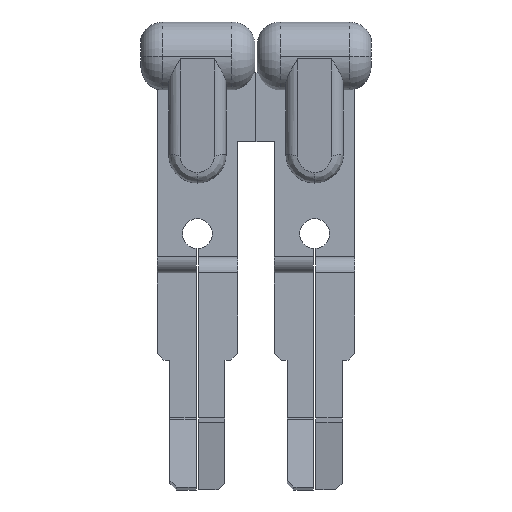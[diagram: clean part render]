
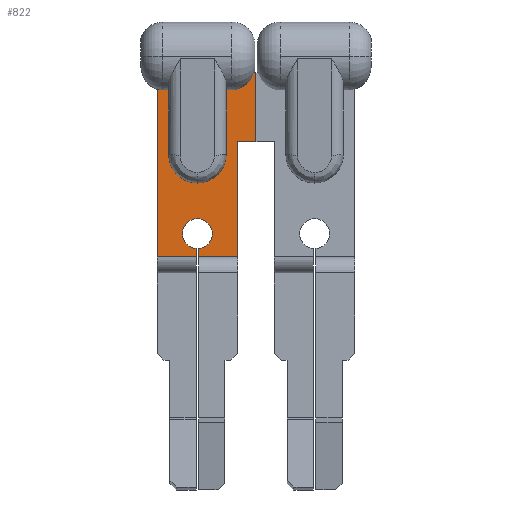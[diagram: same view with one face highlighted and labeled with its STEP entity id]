
A CAD part, top view. The second image highlights one B-rep face of the part: STEP entity #822.
In plain terms, the highlighted face is planar.
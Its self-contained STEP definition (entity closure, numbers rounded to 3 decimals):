
#8 = VERTEX_POINT ( 'NONE', #2233 ) ;
#19 = EDGE_CURVE ( 'NONE', #2165, #944, #846, .T. ) ;
#90 = CARTESIAN_POINT ( 'NONE',  ( -1.75, -1.01, -0.7 ) ) ;
#126 = CARTESIAN_POINT ( 'NONE',  ( -0.65, 4.116, -0.7 ) ) ;
#129 = ORIENTED_EDGE ( 'NONE', *, *, #1555, .T. ) ;
#141 = EDGE_CURVE ( 'NONE', #2571, #940, #2545, .T. ) ;
#145 = ORIENTED_EDGE ( 'NONE', *, *, #1019, .F. ) ;
#154 = EDGE_CURVE ( 'NONE', #1910, #2571, #2493, .T. ) ;
#158 = ORIENTED_EDGE ( 'NONE', *, *, #141, .T. ) ;
#179 = CARTESIAN_POINT ( 'NONE',  ( -2.548, 3.99, -0.7 ) ) ;
#183 = ORIENTED_EDGE ( 'NONE', *, *, #1902, .T. ) ;
#247 = ORIENTED_EDGE ( 'NONE', *, *, #19, .T. ) ;
#272 = CARTESIAN_POINT ( 'NONE',  ( 0.65, 4.116, -0.7 ) ) ;
#283 = VERTEX_POINT ( 'NONE', #272 ) ;
#305 = CARTESIAN_POINT ( 'NONE',  ( -0.65, 0., -0.7 ) ) ;
#312 = AXIS2_PLACEMENT_3D ( 'NONE', #882, #913, #1575 ) ;
#392 = VERTEX_POINT ( 'NONE', #528 ) ;
#400 = EDGE_CURVE ( 'NONE', #944, #1493, #1938, .T. ) ;
#508 = AXIS2_PLACEMENT_3D ( 'NONE', #1942, #1918, #1336 ) ;
#528 = CARTESIAN_POINT ( 'NONE',  ( -0.05, -0.648, -0.7 ) ) ;
#588 = DIRECTION ( 'NONE',  ( 0., 1., 0. ) ) ;
#596 = ORIENTED_EDGE ( 'NONE', *, *, #2082, .F. ) ;
#614 = CARTESIAN_POINT ( 'NONE',  ( 1.75, 6.99, -0.7 ) ) ;
#666 = EDGE_CURVE ( 'NONE', #2550, #392, #1314, .T. ) ;
#770 = AXIS2_PLACEMENT_3D ( 'NONE', #1516, #1530, #1608 ) ;
#815 = ORIENTED_EDGE ( 'NONE', *, *, #1527, .T. ) ;
#822 = ADVANCED_FACE ( 'NONE', ( #1295, #1313 ), #1581, .F. ) ;
#832 = ORIENTED_EDGE ( 'NONE', *, *, #1744, .T. ) ;
#846 = LINE ( 'NONE', #1069, #2771 ) ;
#855 = ORIENTED_EDGE ( 'NONE', *, *, #154, .T. ) ;
#868 = ORIENTED_EDGE ( 'NONE', *, *, #1802, .F. ) ;
#882 = CARTESIAN_POINT ( 'NONE',  ( 0., 0., -0.7 ) ) ;
#895 = VECTOR ( 'NONE', #2228, 1000. ) ;
#913 = DIRECTION ( 'NONE',  ( 0., 0., 1. ) ) ;
#919 = LINE ( 'NONE', #2315, #895 ) ;
#934 = VECTOR ( 'NONE', #2278, 1000. ) ;
#940 = VERTEX_POINT ( 'NONE', #1022 ) ;
#944 = VERTEX_POINT ( 'NONE', #2478 ) ;
#948 = EDGE_LOOP ( 'NONE', ( #815, #832 ) ) ;
#959 = DIRECTION ( 'NONE',  ( 1., 0., 0. ) ) ;
#966 = LINE ( 'NONE', #90, #934 ) ;
#973 = EDGE_CURVE ( 'NONE', #1267, #8, #966, .T. ) ;
#1019 = EDGE_CURVE ( 'NONE', #1910, #1267, #919, .T. ) ;
#1022 = CARTESIAN_POINT ( 'NONE',  ( -2.548, 6.99, -0.7 ) ) ;
#1032 = CARTESIAN_POINT ( 'NONE',  ( -2.548, 6.99, -0.7 ) ) ;
#1069 = CARTESIAN_POINT ( 'NONE',  ( 0.05, 0., -0.7 ) ) ;
#1082 = CARTESIAN_POINT ( 'NONE',  ( 1.75, -1.01, -0.7 ) ) ;
#1228 = ORIENTED_EDGE ( 'NONE', *, *, #1464, .F. ) ;
#1267 = VERTEX_POINT ( 'NONE', #1449 ) ;
#1295 = FACE_BOUND ( 'NONE', #948, .T. ) ;
#1313 = FACE_OUTER_BOUND ( 'NONE', #1689, .T. ) ;
#1314 = CIRCLE ( 'NONE', #1525, 0.65 ) ;
#1336 = DIRECTION ( 'NONE',  ( 1., 0., 0. ) ) ;
#1424 = DIRECTION ( 'NONE',  ( -1., 0., 0. ) ) ;
#1429 = AXIS2_PLACEMENT_3D ( 'NONE', #1601, #1476, #1529 ) ;
#1449 = CARTESIAN_POINT ( 'NONE',  ( -1.75, -1.01, -0.7 ) ) ;
#1464 = EDGE_CURVE ( 'NONE', #2165, #1613, #2526, .T. ) ;
#1476 = DIRECTION ( 'NONE',  ( 0., 0., 1. ) ) ;
#1493 = VERTEX_POINT ( 'NONE', #2362 ) ;
#1504 = ORIENTED_EDGE ( 'NONE', *, *, #973, .F. ) ;
#1516 = CARTESIAN_POINT ( 'NONE',  ( 0., 4.116, -0.7 ) ) ;
#1520 = VECTOR ( 'NONE', #2019, 1000. ) ;
#1523 = LINE ( 'NONE', #1082, #1520 ) ;
#1525 = AXIS2_PLACEMENT_3D ( 'NONE', #1979, #1986, #1814 ) ;
#1527 = EDGE_CURVE ( 'NONE', #283, #2552, #2433, .T. ) ;
#1529 = DIRECTION ( 'NONE',  ( 1., 0., 0. ) ) ;
#1530 = DIRECTION ( 'NONE',  ( 0., 0., 1. ) ) ;
#1555 = EDGE_CURVE ( 'NONE', #392, #8, #2469, .T. ) ;
#1575 = DIRECTION ( 'NONE',  ( 1., 0., 0. ) ) ;
#1581 = PLANE ( 'NONE',  #1429 ) ;
#1601 = CARTESIAN_POINT ( 'NONE',  ( 0., 0., -0.7 ) ) ;
#1608 = DIRECTION ( 'NONE',  ( 1., 0., 0. ) ) ;
#1613 = VERTEX_POINT ( 'NONE', #1762 ) ;
#1671 = ORIENTED_EDGE ( 'NONE', *, *, #400, .T. ) ;
#1689 = EDGE_LOOP ( 'NONE', ( #129, #1504, #145, #855, #158, #868, #596, #1228, #247, #1671, #183, #2617 ) ) ;
#1715 = DIRECTION ( 'NONE',  ( 0., -1., 0. ) ) ;
#1744 = EDGE_CURVE ( 'NONE', #2552, #283, #2231, .T. ) ;
#1750 = CARTESIAN_POINT ( 'NONE',  ( -0.05, 0., -0.7 ) ) ;
#1762 = CARTESIAN_POINT ( 'NONE',  ( 1.75, -1.01, -0.7 ) ) ;
#1802 = EDGE_CURVE ( 'NONE', #2671, #940, #2157, .T. ) ;
#1814 = DIRECTION ( 'NONE',  ( 1., 0., 0. ) ) ;
#1832 = DIRECTION ( 'NONE',  ( -1., 0., 0. ) ) ;
#1902 = EDGE_CURVE ( 'NONE', #1493, #2550, #1981, .T. ) ;
#1910 = VERTEX_POINT ( 'NONE', #2701 ) ;
#1918 = DIRECTION ( 'NONE',  ( 0., 0., 1. ) ) ;
#1938 = CIRCLE ( 'NONE', #312, 0.65 ) ;
#1942 = CARTESIAN_POINT ( 'NONE',  ( 0., 4.116, -0.7 ) ) ;
#1979 = CARTESIAN_POINT ( 'NONE',  ( 0., 0., -0.7 ) ) ;
#1981 = CIRCLE ( 'NONE', #2703, 0.65 ) ;
#1986 = DIRECTION ( 'NONE',  ( 0., 0., 1. ) ) ;
#2019 = DIRECTION ( 'NONE',  ( 0., 1., 0. ) ) ;
#2082 = EDGE_CURVE ( 'NONE', #1613, #2671, #1523, .T. ) ;
#2157 = LINE ( 'NONE', #2386, #2183 ) ;
#2165 = VERTEX_POINT ( 'NONE', #2312 ) ;
#2183 = VECTOR ( 'NONE', #1424, 1000. ) ;
#2228 = DIRECTION ( 'NONE',  ( 0., -1., 0. ) ) ;
#2231 = CIRCLE ( 'NONE', #770, 0.65 ) ;
#2233 = CARTESIAN_POINT ( 'NONE',  ( -0.05, -1.01, -0.7 ) ) ;
#2278 = DIRECTION ( 'NONE',  ( 1., 0., 0. ) ) ;
#2308 = DIRECTION ( 'NONE',  ( 0., 1., 0. ) ) ;
#2312 = CARTESIAN_POINT ( 'NONE',  ( 0.05, -1.01, -0.7 ) ) ;
#2315 = CARTESIAN_POINT ( 'NONE',  ( -1.75, 6.99, -0.7 ) ) ;
#2362 = CARTESIAN_POINT ( 'NONE',  ( 0.65, 0., -0.7 ) ) ;
#2373 = CARTESIAN_POINT ( 'NONE',  ( -1.75, -1.01, -0.7 ) ) ;
#2386 = CARTESIAN_POINT ( 'NONE',  ( 1.75, 6.99, -0.7 ) ) ;
#2387 = CARTESIAN_POINT ( 'NONE',  ( -2.548, 3.99, -0.7 ) ) ;
#2411 = VECTOR ( 'NONE', #1715, 1000. ) ;
#2433 = CIRCLE ( 'NONE', #508, 0.65 ) ;
#2469 = LINE ( 'NONE', #1750, #2411 ) ;
#2478 = CARTESIAN_POINT ( 'NONE',  ( 0.05, -0.648, -0.7 ) ) ;
#2493 = LINE ( 'NONE', #2387, #2496 ) ;
#2495 = VECTOR ( 'NONE', #959, 1000. ) ;
#2496 = VECTOR ( 'NONE', #1832, 1000. ) ;
#2516 = VECTOR ( 'NONE', #588, 1000. ) ;
#2526 = LINE ( 'NONE', #2373, #2495 ) ;
#2545 = LINE ( 'NONE', #1032, #2516 ) ;
#2548 = CARTESIAN_POINT ( 'NONE',  ( 0., 0., -0.7 ) ) ;
#2550 = VERTEX_POINT ( 'NONE', #305 ) ;
#2552 = VERTEX_POINT ( 'NONE', #126 ) ;
#2568 = DIRECTION ( 'NONE',  ( 1., 0., 0. ) ) ;
#2571 = VERTEX_POINT ( 'NONE', #179 ) ;
#2617 = ORIENTED_EDGE ( 'NONE', *, *, #666, .T. ) ;
#2671 = VERTEX_POINT ( 'NONE', #614 ) ;
#2689 = DIRECTION ( 'NONE',  ( 0., 0., 1. ) ) ;
#2701 = CARTESIAN_POINT ( 'NONE',  ( -1.75, 3.99, -0.7 ) ) ;
#2703 = AXIS2_PLACEMENT_3D ( 'NONE', #2548, #2689, #2568 ) ;
#2771 = VECTOR ( 'NONE', #2308, 1000. ) ;
